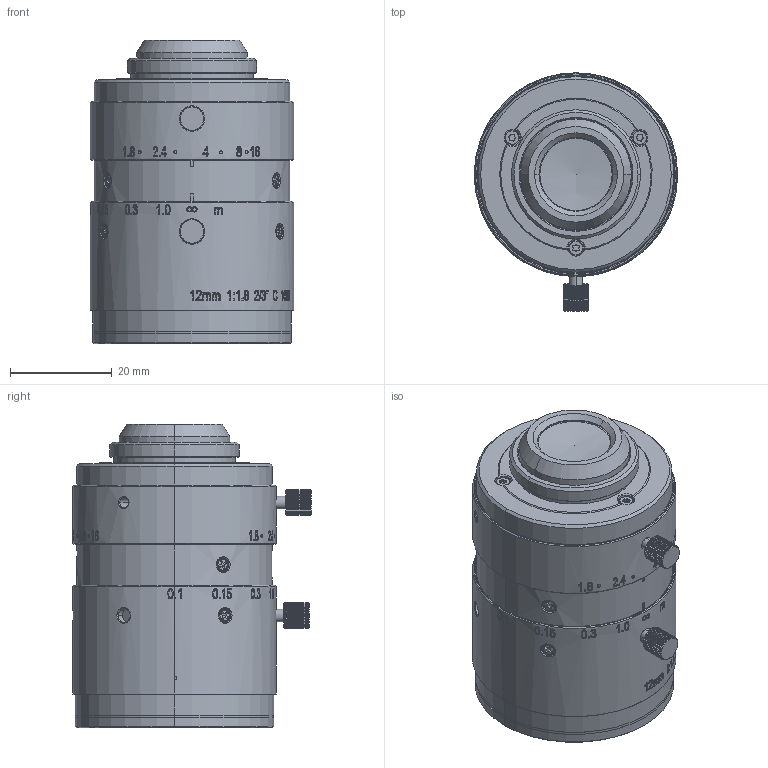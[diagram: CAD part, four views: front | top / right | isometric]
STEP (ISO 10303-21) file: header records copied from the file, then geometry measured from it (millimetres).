
FILE_DESCRIPTION (( 'STEP AP203' ), '1' );
FILE_NAME ('600138.step', '2025-04-14T08:38:32', ( 'MSI' ), ( '' ), 'SwSTEP 2.0', 'SolidWorks 2020', '' );
FILE_SCHEMA (( 'CONFIG_CONTROL_DESIGN' ));
Length unit declared in the file: millimetre
Products named in the file (23): ADMI4DCC9D9B2L56_6.stp; ADMI4DCC9D9B2L56_11.stp; ADMI4DCC9D9B2L56_8.stp; ADMI4DCC9D9B2L56_10.stp; ADMI4DCC9D9B2L56_21.stp; ADMI4DCC9D9B2L56_19.stp; ADMI4DCC9D9B2L56_17.stp; ADMI4DCC9D9B2L56_7.stp; ADMI4DCC9D9B2L56_15.stp; ADMI4DCC9D9B2L56_2.stp; V330021B-606.stp; ADMI4DCC9D9B2L56_5.stp; ADMI4DCC9D9B2L56_12.stp; ADMI4DCC9D9B2L56_18.stp; 600138.stp; ADMI4DCC9D9B2L56_14.stp; ADMI4DCC9D9B2L56_13.stp; ADMI4DCC9D9B2L56_20.stp; ADMI4DCC9D9B2L56_16.stp; ADMI4DCC9D9B2L56_3.stp; ADMI4DCC9D9B2L56_4.stp; 600138; ADMI4DCC9D9B2L56_ASM.stp
Assembly tree (22 placements, depth 4):
  600138
    600138.stp
      ADMI4DCC9D9B2L56_ASM.stp
        ADMI4DCC9D9B2L56_2.stp
        ADMI4DCC9D9B2L56_3.stp
        ADMI4DCC9D9B2L56_4.stp
        ADMI4DCC9D9B2L56_5.stp
        ADMI4DCC9D9B2L56_6.stp
        ADMI4DCC9D9B2L56_7.stp
        ADMI4DCC9D9B2L56_8.stp
        ADMI4DCC9D9B2L56_10.stp
        ADMI4DCC9D9B2L56_11.stp
        ADMI4DCC9D9B2L56_12.stp
        ADMI4DCC9D9B2L56_13.stp
        ADMI4DCC9D9B2L56_14.stp
        ADMI4DCC9D9B2L56_15.stp
        ADMI4DCC9D9B2L56_16.stp
        ADMI4DCC9D9B2L56_17.stp
        ADMI4DCC9D9B2L56_18.stp
        ADMI4DCC9D9B2L56_19.stp
        ADMI4DCC9D9B2L56_20.stp
        ADMI4DCC9D9B2L56_21.stp
      V330021B-606.stp
Bounding box: 40 x 46.9 x 59.77 mm (x, y, z)
Volume: 25083.1 mm3; surface area: 26969.3 mm2
Topology: 20 solids, 20 shells, 2024 faces, 5154 edges, 3332 vertices
Faces by surface type: plane 742, bspline 525, cylinder 438, cone 195, torus 108, sphere 16
Entity records: 82075 total; most frequent: CARTESIAN_POINT 34080, ORIENTED_EDGE 10284, DIRECTION 8020, EDGE_CURVE 5142, VERTEX_POINT 3324, AXIS2_PLACEMENT_3D 2922, EDGE_LOOP 2234, LINE 2176
